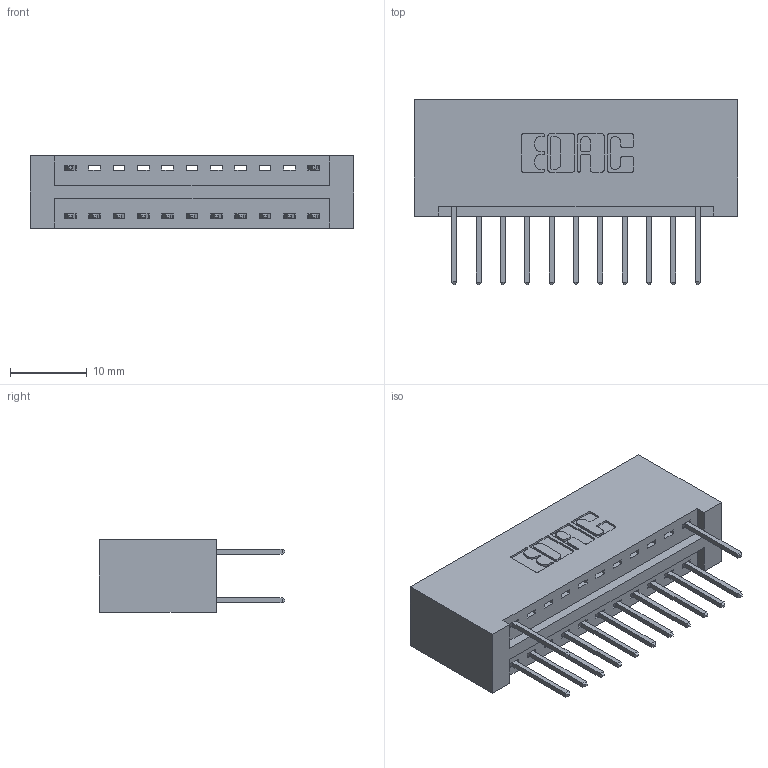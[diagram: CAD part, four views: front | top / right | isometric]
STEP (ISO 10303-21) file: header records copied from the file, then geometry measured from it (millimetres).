
FILE_DESCRIPTION (( 'STEP AP203' ), '1' );
FILE_NAME ('346-022-526-201.STEP', '2018-08-21T00:13:58', ( '' ), ( '' ), 'SwSTEP 2.0', 'SolidWorks 2016', '' );
FILE_SCHEMA (( 'CONFIG_CONTROL_DESIGN' ));
Length unit declared in the file: inch
Products named in the file (3): 346-022-526-201; 346 Part_No Mounting Lugs; 345-292-001_345-293-126
Assembly tree (14 placements, depth 2):
  346-022-526-201
    346 Part_No Mounting Lugs
    345-292-001_345-293-126  x13
Bounding box: 42.16 x 24.13 x 9.4 mm (x, y, z)
Volume: 4384.4 mm3; surface area: 5330.9 mm2
Topology: 14 solids, 14 shells, 844 faces, 2509 edges, 1654 vertices
Faces by surface type: plane 572, cylinder 272
Entity records: 10805 total; most frequent: CARTESIAN_POINT 1859, ORIENTED_EDGE 1802, DIRECTION 1675, EDGE_CURVE 901, LINE 733, VECTOR 733, VERTEX_POINT 598, AXIS2_PLACEMENT_3D 471
